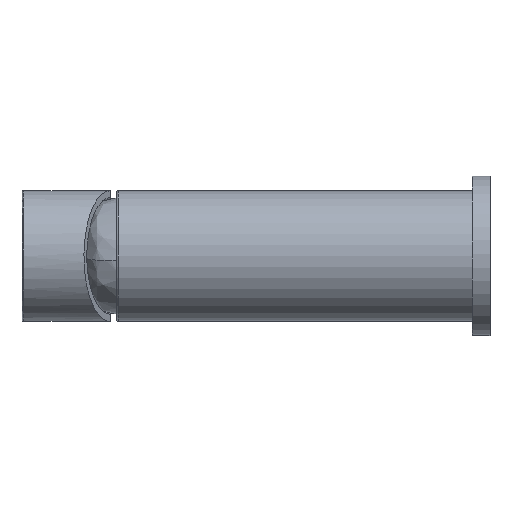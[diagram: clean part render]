
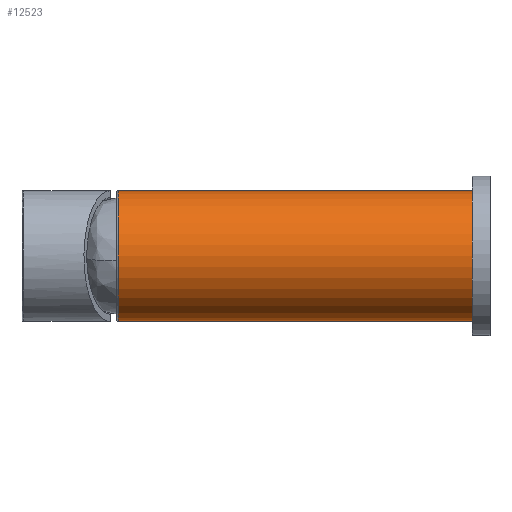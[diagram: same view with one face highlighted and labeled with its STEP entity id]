
A CAD part, left-side view. The second image highlights one B-rep face of the part: STEP entity #12523.
In plain terms, the highlighted cylindrical face has radius 18.5 mm (diameter 37 mm), a partial arc.
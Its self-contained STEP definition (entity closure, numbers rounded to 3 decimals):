
#380 = ORIENTED_EDGE ( 'NONE', *, *, #393, .F. ) ;
#393 = EDGE_CURVE ( 'NONE', #2283, #3257, #11215, .T. ) ;
#868 = CARTESIAN_POINT ( 'NONE',  ( -48.418, 49.377, 153.5 ) ) ;
#1071 = CARTESIAN_POINT ( 'NONE',  ( -48.418, 48.877, 153.5 ) ) ;
#1936 = DIRECTION ( 'NONE',  ( 0., -1., 0. ) ) ;
#2242 = VECTOR ( 'NONE', #1936, 1000. ) ;
#2283 = VERTEX_POINT ( 'NONE', #1071 ) ;
#2411 = DIRECTION ( 'NONE',  ( 0., 0., 1. ) ) ;
#3257 = VERTEX_POINT ( 'NONE', #6973 ) ;
#3318 = DIRECTION ( 'NONE',  ( 0., -1., 0. ) ) ;
#4248 = CYLINDRICAL_SURFACE ( 'NONE', #8991, 18.5 ) ;
#4284 = DIRECTION ( 'NONE',  ( 0., 0., -1. ) ) ;
#5498 = DIRECTION ( 'NONE',  ( 0., 0., 1. ) ) ;
#5685 = FACE_OUTER_BOUND ( 'NONE', #10190, .T. ) ;
#6223 = CARTESIAN_POINT ( 'NONE',  ( -48.418, 49.377, 135. ) ) ;
#6272 = DIRECTION ( 'NONE',  ( 0., -1., 0. ) ) ;
#6601 = DIRECTION ( 'NONE',  ( 0., -1., 0. ) ) ;
#6652 = EDGE_CURVE ( 'NONE', #12866, #13209, #8091, .T. ) ;
#6973 = CARTESIAN_POINT ( 'NONE',  ( -48.418, -51.123, 153.5 ) ) ;
#7265 = VECTOR ( 'NONE', #6601, 1000. ) ;
#7380 = ORIENTED_EDGE ( 'NONE', *, *, #6652, .T. ) ;
#7466 = DIRECTION ( 'NONE',  ( 0., 1., 0. ) ) ;
#8091 = LINE ( 'NONE', #11941, #7265 ) ;
#8539 = CIRCLE ( 'NONE', #8950, 18.5 ) ;
#8950 = AXIS2_PLACEMENT_3D ( 'NONE', #10776, #7466, #5498 ) ;
#8991 = AXIS2_PLACEMENT_3D ( 'NONE', #6223, #6272, #4284 ) ;
#9528 = ORIENTED_EDGE ( 'NONE', *, *, #10578, .T. ) ;
#10190 = EDGE_LOOP ( 'NONE', ( #380, #10602, #7380, #9528 ) ) ;
#10448 = CARTESIAN_POINT ( 'NONE',  ( -48.418, -51.123, 116.5 ) ) ;
#10578 = EDGE_CURVE ( 'NONE', #13209, #3257, #8539, .T. ) ;
#10602 = ORIENTED_EDGE ( 'NONE', *, *, #12600, .T. ) ;
#10776 = CARTESIAN_POINT ( 'NONE',  ( -48.418, -51.123, 135. ) ) ;
#11065 = CARTESIAN_POINT ( 'NONE',  ( -48.418, 48.877, 116.5 ) ) ;
#11215 = LINE ( 'NONE', #868, #2242 ) ;
#11258 = CIRCLE ( 'NONE', #13184, 18.5 ) ;
#11817 = CARTESIAN_POINT ( 'NONE',  ( -48.418, 48.877, 135. ) ) ;
#11941 = CARTESIAN_POINT ( 'NONE',  ( -48.418, 49.377, 116.5 ) ) ;
#12523 = ADVANCED_FACE ( 'NONE', ( #5685 ), #4248, .T. ) ;
#12600 = EDGE_CURVE ( 'NONE', #2283, #12866, #11258, .T. ) ;
#12866 = VERTEX_POINT ( 'NONE', #11065 ) ;
#13184 = AXIS2_PLACEMENT_3D ( 'NONE', #11817, #3318, #2411 ) ;
#13209 = VERTEX_POINT ( 'NONE', #10448 ) ;
